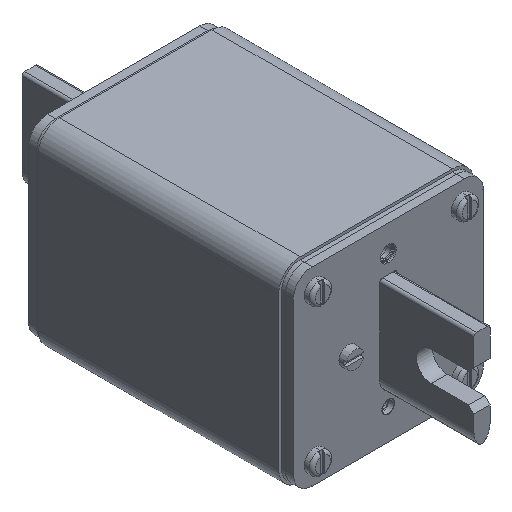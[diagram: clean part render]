
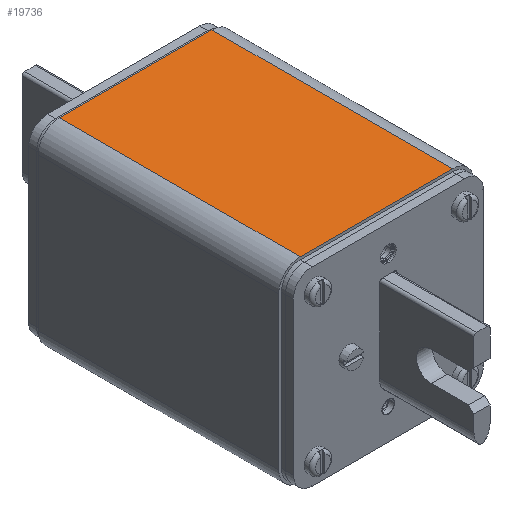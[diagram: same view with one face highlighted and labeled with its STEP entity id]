
A CAD part, isometric view. The second image highlights one B-rep face of the part: STEP entity #19736.
In plain terms, the highlighted face is planar.
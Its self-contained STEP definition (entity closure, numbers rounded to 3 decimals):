
#18062=DIRECTION('',(0.,0.,1.));
#18063=VECTOR('',#18062,90.);
#18064=CARTESIAN_POINT('',(36.5,28.5,-45.));
#18065=LINE('',#18064,#18063);
#18076=DIRECTION('',(0.,-1.,0.));
#18077=VECTOR('',#18076,57.);
#18078=CARTESIAN_POINT('',(36.5,28.5,-45.));
#18079=LINE('',#18078,#18077);
#18090=DIRECTION('',(0.,0.,-1.));
#18091=VECTOR('',#18090,90.);
#18092=CARTESIAN_POINT('',(36.5,-28.5,45.));
#18093=LINE('',#18092,#18091);
#18449=DIRECTION('',(0.,-1.,0.));
#18450=VECTOR('',#18449,57.);
#18451=CARTESIAN_POINT('',(36.5,28.5,45.));
#18452=LINE('',#18451,#18450);
#19418=CARTESIAN_POINT('',(36.5,28.5,-45.));
#19420=VERTEX_POINT('',#19418);
#19432=CARTESIAN_POINT('',(36.5,-28.5,-45.));
#19433=VERTEX_POINT('',#19432);
#19434=CARTESIAN_POINT('',(36.5,28.5,45.));
#19435=VERTEX_POINT('',#19434);
#19438=CARTESIAN_POINT('',(36.5,-28.5,45.));
#19439=VERTEX_POINT('',#19438);
#19723=CARTESIAN_POINT('',(36.5,-36.5,-45.));
#19724=DIRECTION('',(1.,0.,0.));
#19725=DIRECTION('',(0.,1.,0.));
#19726=AXIS2_PLACEMENT_3D('',#19723,#19724,#19725);
#19727=PLANE('',#19726);
#19728=ORIENTED_EDGE('',*,*,#19714,.F.);
#19729=ORIENTED_EDGE('',*,*,#19697,.T.);
#19731=ORIENTED_EDGE('',*,*,#19730,.F.);
#19733=ORIENTED_EDGE('',*,*,#19732,.F.);
#19734=EDGE_LOOP('',(#19728,#19729,#19731,#19733));
#19735=FACE_OUTER_BOUND('',#19734,.F.);
#19697=EDGE_CURVE('',#19420,#19433,#18079,.T.);
#19714=EDGE_CURVE('',#19420,#19435,#18065,.T.);
#19730=EDGE_CURVE('',#19439,#19433,#18093,.T.);
#19732=EDGE_CURVE('',#19435,#19439,#18452,.T.);
#19736=ADVANCED_FACE('',(#19735),#19727,.T.);
